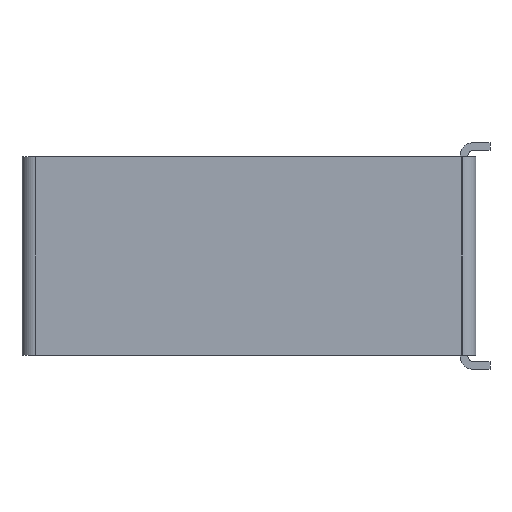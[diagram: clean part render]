
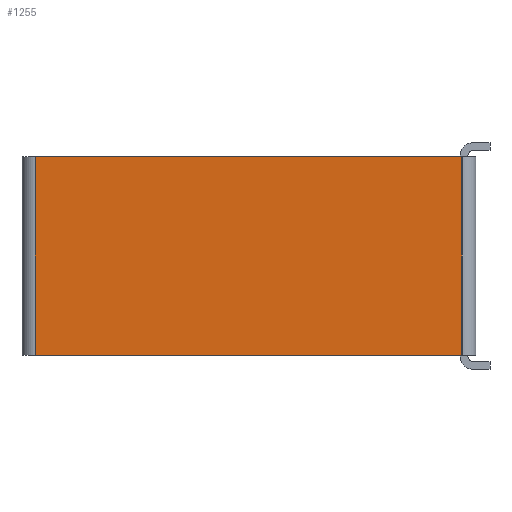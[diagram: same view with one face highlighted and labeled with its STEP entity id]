
A CAD part, left-side view. The second image highlights one B-rep face of the part: STEP entity #1255.
In plain terms, the highlighted planar face has unit normal (-1, 0.031, 0).
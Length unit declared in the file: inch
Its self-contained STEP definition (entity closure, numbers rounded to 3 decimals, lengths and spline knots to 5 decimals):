
#23 = VERTEX_POINT ( 'NONE', #4143 ) ;
#97 = LINE ( 'NONE', #1440, #1048 ) ;
#121 = ORIENTED_EDGE ( 'NONE', *, *, #1284, .T. ) ;
#190 = EDGE_CURVE ( 'NONE', #4082, #4384, #2871, .T. ) ;
#553 = ORIENTED_EDGE ( 'NONE', *, *, #3830, .T. ) ;
#564 = DIRECTION ( 'NONE',  ( 0., 0., -1. ) ) ;
#636 = ORIENTED_EDGE ( 'NONE', *, *, #190, .T. ) ;
#833 = VECTOR ( 'NONE', #2151, 39.37008 ) ;
#944 = FACE_OUTER_BOUND ( 'NONE', #1656, .T. ) ;
#1048 = VECTOR ( 'NONE', #3216, 39.37008 ) ;
#1162 = DIRECTION ( 'NONE',  ( 0.031, 1., 0. ) ) ;
#1255 = ADVANCED_FACE ( 'NONE', ( #944 ), #3228, .F. ) ;
#1284 = EDGE_CURVE ( 'NONE', #4384, #3616, #97, .T. ) ;
#1440 = CARTESIAN_POINT ( 'NONE',  ( -1.05863, 0.12375, 0.875 ) ) ;
#1527 = ORIENTED_EDGE ( 'NONE', *, *, #3231, .F. ) ;
#1656 = EDGE_LOOP ( 'NONE', ( #1527, #553, #636, #121 ) ) ;
#2029 = DIRECTION ( 'NONE',  ( -0.031, -1., 0. ) ) ;
#2151 = DIRECTION ( 'NONE',  ( -0.031, -1., 0. ) ) ;
#2186 = CARTESIAN_POINT ( 'NONE',  ( -0.9375, 4., 0.875 ) ) ;
#2266 = CARTESIAN_POINT ( 'NONE',  ( -1.05863, 0.12375, -0.875 ) ) ;
#2522 = DIRECTION ( 'NONE',  ( 1., -0.031, 0. ) ) ;
#2577 = CARTESIAN_POINT ( 'NONE',  ( -0.94113, 3.88375, 0.875 ) ) ;
#2734 = VECTOR ( 'NONE', #2029, 39.37008 ) ;
#2859 = AXIS2_PLACEMENT_3D ( 'NONE', #2186, #2522, #1162 ) ;
#2871 = LINE ( 'NONE', #4224, #833 ) ;
#3065 = CARTESIAN_POINT ( 'NONE',  ( -0.9375, 4., 0.875 ) ) ;
#3102 = LINE ( 'NONE', #3065, #2734 ) ;
#3216 = DIRECTION ( 'NONE',  ( 0., 0., 1. ) ) ;
#3228 = PLANE ( 'NONE',  #2859 ) ;
#3231 = EDGE_CURVE ( 'NONE', #23, #3616, #3102, .T. ) ;
#3505 = CARTESIAN_POINT ( 'NONE',  ( -1.05863, 0.12375, 0.875 ) ) ;
#3616 = VERTEX_POINT ( 'NONE', #3505 ) ;
#3830 = EDGE_CURVE ( 'NONE', #23, #4082, #4127, .T. ) ;
#3970 = VECTOR ( 'NONE', #564, 39.37008 ) ;
#4072 = CARTESIAN_POINT ( 'NONE',  ( -0.94113, 3.88375, -0.875 ) ) ;
#4082 = VERTEX_POINT ( 'NONE', #4072 ) ;
#4127 = LINE ( 'NONE', #2577, #3970 ) ;
#4143 = CARTESIAN_POINT ( 'NONE',  ( -0.94113, 3.88375, 0.875 ) ) ;
#4224 = CARTESIAN_POINT ( 'NONE',  ( -0.9375, 4., -0.875 ) ) ;
#4384 = VERTEX_POINT ( 'NONE', #2266 ) ;
